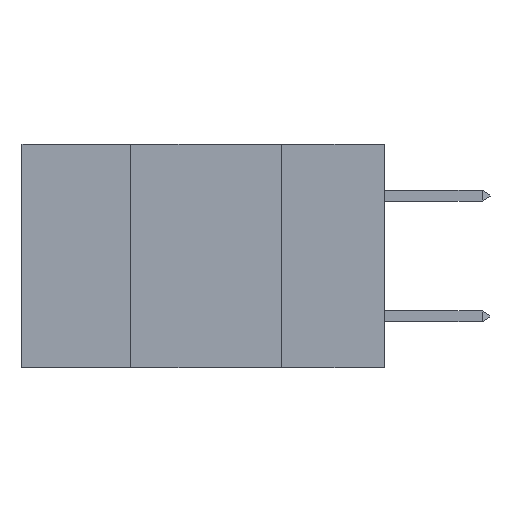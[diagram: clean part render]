
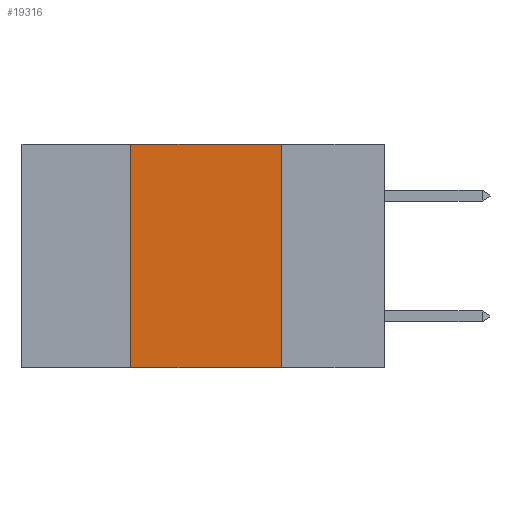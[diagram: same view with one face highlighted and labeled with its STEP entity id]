
A CAD part, left-side view. The second image highlights one B-rep face of the part: STEP entity #19316.
In plain terms, the highlighted planar face has unit normal (-1, 0, 0).
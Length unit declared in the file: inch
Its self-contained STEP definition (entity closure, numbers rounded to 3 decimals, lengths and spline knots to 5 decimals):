
#2487 = CARTESIAN_POINT ( 'NONE',  ( 0., 0.6, -0.37 ) ) ;
#2861 = CARTESIAN_POINT ( 'NONE',  ( 0., 0.42, 0. ) ) ;
#3892 = ORIENTED_EDGE ( 'NONE', *, *, #28955, .F. ) ;
#4010 = VECTOR ( 'NONE', #9458, 39.37008 ) ;
#4551 = DIRECTION ( 'NONE',  ( 0., 0., -1. ) ) ;
#5110 = CARTESIAN_POINT ( 'NONE',  ( 0., 0.6, 0. ) ) ;
#5705 = CARTESIAN_POINT ( 'NONE',  ( 0., 0.17, -0.37 ) ) ;
#5934 = CARTESIAN_POINT ( 'NONE',  ( 0., 0.42, 0. ) ) ;
#6347 = VECTOR ( 'NONE', #27022, 39.37008 ) ;
#6669 = VERTEX_POINT ( 'NONE', #5705 ) ;
#6846 = CARTESIAN_POINT ( 'NONE',  ( 0., 0.42, -0.37 ) ) ;
#7467 = ORIENTED_EDGE ( 'NONE', *, *, #10390, .F. ) ;
#8908 = PLANE ( 'NONE',  #19672 ) ;
#9458 = DIRECTION ( 'NONE',  ( 0., -1., 0. ) ) ;
#10390 = EDGE_CURVE ( 'NONE', #17564, #29484, #13487, .T. ) ;
#13487 = LINE ( 'NONE', #5934, #24446 ) ;
#15990 = CARTESIAN_POINT ( 'NONE',  ( 0., 0.17, 0. ) ) ;
#16297 = DIRECTION ( 'NONE',  ( 0., 0., -1. ) ) ;
#16507 = ORIENTED_EDGE ( 'NONE', *, *, #24361, .F. ) ;
#17564 = VERTEX_POINT ( 'NONE', #6846 ) ;
#17977 = DIRECTION ( 'NONE',  ( 0., 0., 1. ) ) ;
#18969 = EDGE_CURVE ( 'NONE', #17564, #6669, #29279, .T. ) ;
#19316 = ADVANCED_FACE ( 'NONE', ( #28913 ), #8908, .F. ) ;
#19672 = AXIS2_PLACEMENT_3D ( 'NONE', #28432, #26508, #4551 ) ;
#21833 = VECTOR ( 'NONE', #16297, 39.37008 ) ;
#24352 = LINE ( 'NONE', #5110, #4010 ) ;
#24361 = EDGE_CURVE ( 'NONE', #29484, #25495, #24352, .T. ) ;
#24446 = VECTOR ( 'NONE', #17977, 39.37008 ) ;
#25222 = EDGE_LOOP ( 'NONE', ( #3892, #16507, #7467, #30118 ) ) ;
#25495 = VERTEX_POINT ( 'NONE', #28360 ) ;
#26508 = DIRECTION ( 'NONE',  ( 1., 0., 0. ) ) ;
#27022 = DIRECTION ( 'NONE',  ( 0., -1., 0. ) ) ;
#28139 = LINE ( 'NONE', #15990, #21833 ) ;
#28360 = CARTESIAN_POINT ( 'NONE',  ( 0., 0.17, 0. ) ) ;
#28432 = CARTESIAN_POINT ( 'NONE',  ( 0., 0.6, 0. ) ) ;
#28913 = FACE_OUTER_BOUND ( 'NONE', #25222, .T. ) ;
#28955 = EDGE_CURVE ( 'NONE', #25495, #6669, #28139, .T. ) ;
#29279 = LINE ( 'NONE', #2487, #6347 ) ;
#29484 = VERTEX_POINT ( 'NONE', #2861 ) ;
#30118 = ORIENTED_EDGE ( 'NONE', *, *, #18969, .T. ) ;
